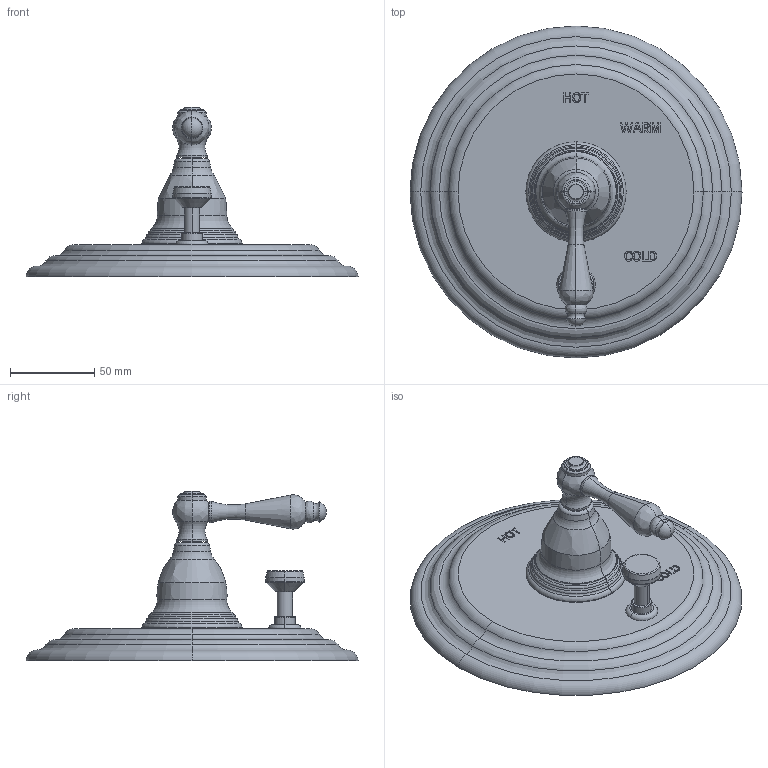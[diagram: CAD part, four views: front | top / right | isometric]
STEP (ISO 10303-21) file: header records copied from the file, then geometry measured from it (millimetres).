
FILE_DESCRIPTION((''),'2;1');
FILE_NAME('5-852BP','2021-06-07T13:58:24',('jinson.thomas'),(''),'CREO PARAMETRIC BY PTC INC, 2018400','CREO PARAMETRIC BY PTC INC, 2018400','');
FILE_SCHEMA(('CONFIG_CONTROL_DESIGN'));
Length unit declared in the file: inch
Products named in the file (1): 5-852BP
Bounding box: 196.85 x 196.85 x 100.67 mm (x, y, z)
Volume: 540915 mm3; surface area: 76822.1 mm2
Topology: 1 solids, 1 shells, 266 faces, 645 edges, 405 vertices
Faces by surface type: plane 110, extrusion 64, torus 50, cylinder 18, cone 12, bspline 10, sphere 2
Entity records: 8298 total; most frequent: CARTESIAN_POINT 2203, ORIENTED_EDGE 1286, DIRECTION 1133, EDGE_CURVE 643, VERTEX_POINT 405, VECTOR 401, AXIS2_PLACEMENT_3D 366, LINE 337
